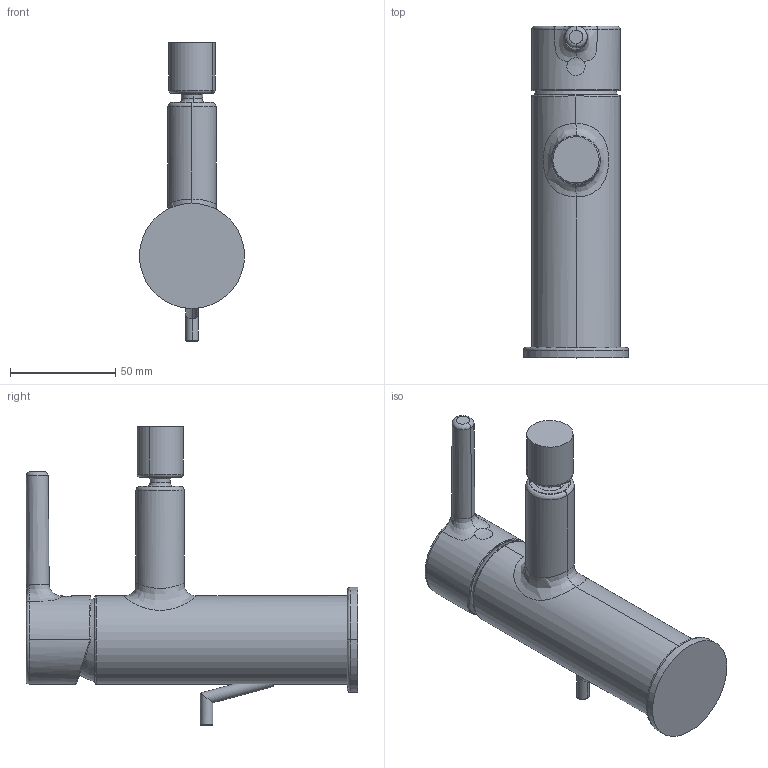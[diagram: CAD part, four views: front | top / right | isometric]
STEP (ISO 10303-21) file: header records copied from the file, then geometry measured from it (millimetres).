
FILE_DESCRIPTION (( 'STEP AP203' ), '1' );
FILE_NAME ('54632207(2022).STEP', '2022-03-09T12:06:57', ( '' ), ( '' ), 'SwSTEP 2.0', 'SolidWorks 2016', '' );
FILE_SCHEMA (( 'CONFIG_CONTROL_DESIGN' ));
Length unit declared in the file: millimetre
Products named in the file (1): 54632207(2022)
Bounding box: 50 x 157.71 x 141.91 mm (x, y, z)
Volume: 265052.8 mm3; surface area: 42550.1 mm2
Topology: 6 solids, 6 shells, 82 faces, 172 edges, 106 vertices
Faces by surface type: bspline 32, cylinder 22, plane 18, torus 5, sphere 3, cone 2
Entity records: 8568 total; most frequent: CARTESIAN_POINT 7001, ORIENTED_EDGE 340, DIRECTION 238, EDGE_CURVE 170, VERTEX_POINT 105, AXIS2_PLACEMENT_3D 105, EDGE_LOOP 87, FACE_OUTER_BOUND 82
